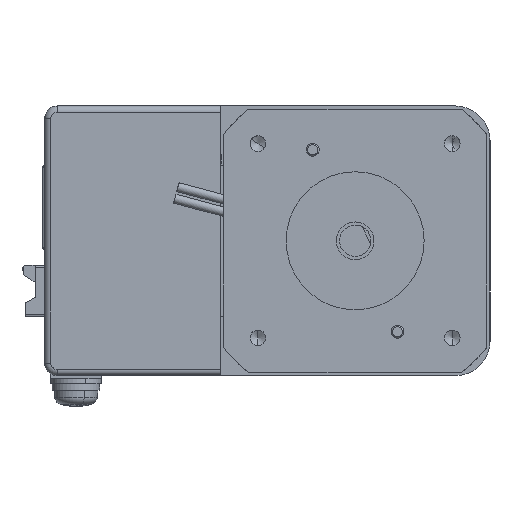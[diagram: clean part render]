
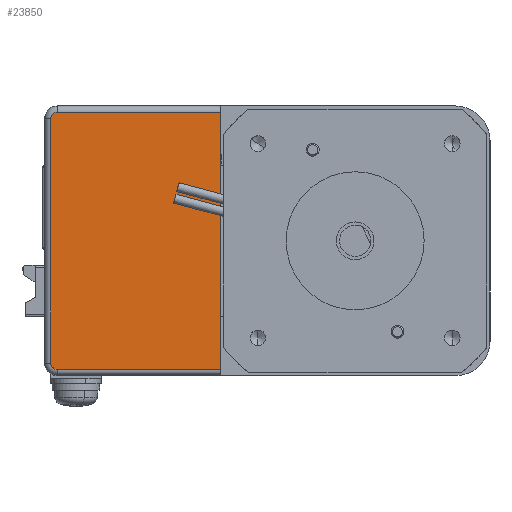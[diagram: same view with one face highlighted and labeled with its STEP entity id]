
A CAD part, left-side view. The second image highlights one B-rep face of the part: STEP entity #23850.
In plain terms, the highlighted planar face has unit normal (-1, 0, 0).
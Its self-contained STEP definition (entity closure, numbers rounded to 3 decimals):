
#249 = DIRECTION ( 'NONE',  ( 0., 1., 0. ) ) ;
#2221 = ORIENTED_EDGE ( 'NONE', *, *, #56856, .T. ) ;
#4853 = VERTEX_POINT ( 'NONE', #29486 ) ;
#10210 = VERTEX_POINT ( 'NONE', #98360 ) ;
#11227 = AXIS2_PLACEMENT_3D ( 'NONE', #78889, #132707, #110367 ) ;
#13237 = VERTEX_POINT ( 'NONE', #29761 ) ;
#15176 = ORIENTED_EDGE ( 'NONE', *, *, #33077, .F. ) ;
#15902 = DIRECTION ( 'NONE',  ( 0., 0., -1. ) ) ;
#16339 = DIRECTION ( 'NONE',  ( 1., 0., 0. ) ) ;
#23281 = CIRCLE ( 'NONE', #11227, 1. ) ;
#23505 = AXIS2_PLACEMENT_3D ( 'NONE', #94619, #83697, #53164 ) ;
#23850 = ADVANCED_FACE ( 'NONE', ( #86326 ), #47360, .F. ) ;
#29486 = CARTESIAN_POINT ( 'NONE',  ( -46., 43., -42. ) ) ;
#29761 = CARTESIAN_POINT ( 'NONE',  ( -46., 70., -2. ) ) ;
#33077 = EDGE_CURVE ( 'NONE', #10210, #4853, #46567, .T. ) ;
#33491 = VECTOR ( 'NONE', #112787, 1000. ) ;
#40934 = VECTOR ( 'NONE', #79365, 1000. ) ;
#45291 = VECTOR ( 'NONE', #249, 1000. ) ;
#46147 = CARTESIAN_POINT ( 'NONE',  ( -46., 69., -1. ) ) ;
#46567 = LINE ( 'NONE', #91711, #33491 ) ;
#47360 = PLANE ( 'NONE',  #88126 ) ;
#53164 = DIRECTION ( 'NONE',  ( 0., 0., -1. ) ) ;
#56856 = EDGE_CURVE ( 'NONE', #13237, #72980, #86594, .T. ) ;
#59482 = CARTESIAN_POINT ( 'NONE',  ( -46., 43., -42. ) ) ;
#59591 = CARTESIAN_POINT ( 'NONE',  ( -46., 69., -42. ) ) ;
#63827 = EDGE_CURVE ( 'NONE', #120488, #4853, #75001, .T. ) ;
#69839 = EDGE_CURVE ( 'NONE', #72980, #120488, #23281, .T. ) ;
#70126 = CIRCLE ( 'NONE', #23505, 1. ) ;
#72326 = ORIENTED_EDGE ( 'NONE', *, *, #63827, .T. ) ;
#72980 = VERTEX_POINT ( 'NONE', #88652 ) ;
#75001 = LINE ( 'NONE', #59482, #86219 ) ;
#78889 = CARTESIAN_POINT ( 'NONE',  ( -46., 69., -41. ) ) ;
#79365 = DIRECTION ( 'NONE',  ( 0., 0., -1. ) ) ;
#79704 = CARTESIAN_POINT ( 'NONE',  ( -46., 0., 0. ) ) ;
#80336 = EDGE_CURVE ( 'NONE', #10210, #84672, #87639, .T. ) ;
#83697 = DIRECTION ( 'NONE',  ( -1., 0., 0. ) ) ;
#84672 = VERTEX_POINT ( 'NONE', #46147 ) ;
#86219 = VECTOR ( 'NONE', #90434, 1000. ) ;
#86326 = FACE_OUTER_BOUND ( 'NONE', #115958, .T. ) ;
#86594 = LINE ( 'NONE', #110384, #40934 ) ;
#87639 = LINE ( 'NONE', #102269, #45291 ) ;
#88126 = AXIS2_PLACEMENT_3D ( 'NONE', #79704, #16339, #15902 ) ;
#88652 = CARTESIAN_POINT ( 'NONE',  ( -46., 70., -41. ) ) ;
#90434 = DIRECTION ( 'NONE',  ( 0., -1., 0. ) ) ;
#91711 = CARTESIAN_POINT ( 'NONE',  ( -46., 43., 0. ) ) ;
#93259 = ORIENTED_EDGE ( 'NONE', *, *, #69839, .T. ) ;
#94619 = CARTESIAN_POINT ( 'NONE',  ( -46., 69., -2. ) ) ;
#98360 = CARTESIAN_POINT ( 'NONE',  ( -46., 43., -1. ) ) ;
#101339 = EDGE_CURVE ( 'NONE', #84672, #13237, #70126, .T. ) ;
#102269 = CARTESIAN_POINT ( 'NONE',  ( -46., 0., -1. ) ) ;
#110367 = DIRECTION ( 'NONE',  ( 0., 0., -1. ) ) ;
#110384 = CARTESIAN_POINT ( 'NONE',  ( -46., 70., 0. ) ) ;
#112787 = DIRECTION ( 'NONE',  ( 0., 0., -1. ) ) ;
#115958 = EDGE_LOOP ( 'NONE', ( #93259, #72326, #15176, #130193, #119080, #2221 ) ) ;
#119080 = ORIENTED_EDGE ( 'NONE', *, *, #101339, .T. ) ;
#120488 = VERTEX_POINT ( 'NONE', #59591 ) ;
#130193 = ORIENTED_EDGE ( 'NONE', *, *, #80336, .T. ) ;
#132707 = DIRECTION ( 'NONE',  ( -1., 0., 0. ) ) ;
